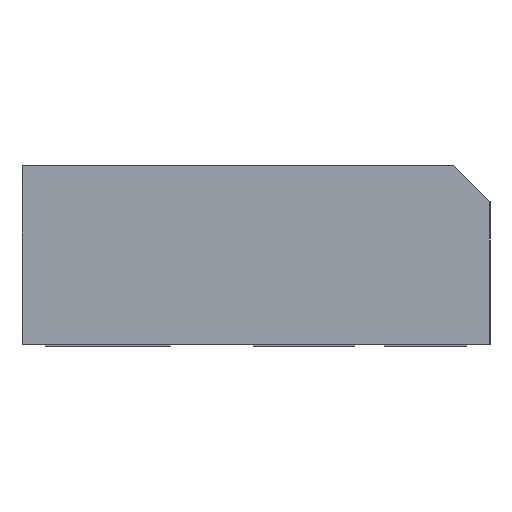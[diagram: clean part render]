
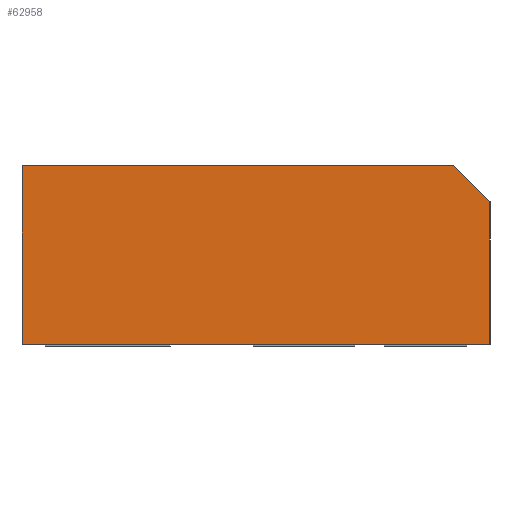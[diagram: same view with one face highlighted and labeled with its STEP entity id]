
A CAD part, left-side view. The second image highlights one B-rep face of the part: STEP entity #62958.
In plain terms, the highlighted planar face has unit normal (-1, 0, 0).
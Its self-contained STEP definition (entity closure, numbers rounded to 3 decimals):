
#18937 = LINE ( 'NONE', #26982, #18957 ) ;
#18943 = LINE ( 'NONE', #26988, #18951 ) ;
#18948 = LINE ( 'NONE', #26985, #18963 ) ;
#18951 = VECTOR ( 'NONE', #26990, 1000. ) ;
#18957 = VECTOR ( 'NONE', #26991, 1000. ) ;
#18960 = LINE ( 'NONE', #26994, #18969 ) ;
#18963 = VECTOR ( 'NONE', #26993, 1000. ) ;
#18969 = VECTOR ( 'NONE', #26995, 1000. ) ;
#25744 = CARTESIAN_POINT ( 'NONE',  ( -12.649, 6.452, 4.928 ) ) ;
#25773 = CARTESIAN_POINT ( 'NONE',  ( -12.649, -5.456, 4.928 ) ) ;
#26982 = CARTESIAN_POINT ( 'NONE',  ( -12.649, -6.451, 4.928 ) ) ;
#26985 = CARTESIAN_POINT ( 'NONE',  ( -12.649, -5.456, 4.928 ) ) ;
#26988 = CARTESIAN_POINT ( 'NONE',  ( -12.649, 6.452, 4.928 ) ) ;
#26990 = DIRECTION ( 'NONE',  ( 0., 0., -1. ) ) ;
#26991 = DIRECTION ( 'NONE',  ( 0., 0., -1. ) ) ;
#26993 = DIRECTION ( 'NONE',  ( 0., 0.707, 0.707 ) ) ;
#26994 = CARTESIAN_POINT ( 'NONE',  ( -12.649, -6.451, 0. ) ) ;
#26995 = DIRECTION ( 'NONE',  ( 0., -1., 0. ) ) ;
#29413 = LINE ( 'NONE', #37035, #29417 ) ;
#29417 = VECTOR ( 'NONE', #37033, 1000. ) ;
#33304 = AXIS2_PLACEMENT_3D ( 'NONE', #41326, #41328, #41330 ) ;
#37033 = DIRECTION ( 'NONE',  ( 0., -1., 0. ) ) ;
#37035 = CARTESIAN_POINT ( 'NONE',  ( -12.649, -6.451, 4.928 ) ) ;
#38711 = FACE_OUTER_BOUND ( 'NONE', #52035, .T. ) ;
#41285 = PLANE ( 'NONE',  #33304 ) ;
#41326 = CARTESIAN_POINT ( 'NONE',  ( -12.649, -6.451, 4.928 ) ) ;
#41328 = DIRECTION ( 'NONE',  ( 1., 0., 0. ) ) ;
#41330 = DIRECTION ( 'NONE',  ( 0., 0., -1. ) ) ;
#43130 = CARTESIAN_POINT ( 'NONE',  ( -12.649, 6.452, 0. ) ) ;
#43185 = CARTESIAN_POINT ( 'NONE',  ( -12.649, -6.451, 3.932 ) ) ;
#43240 = CARTESIAN_POINT ( 'NONE',  ( -12.649, -6.451, 0. ) ) ;
#52035 = EDGE_LOOP ( 'NONE', ( #67357, #67359, #67361, #67363, #67365 ) ) ;
#62958 = ADVANCED_FACE ( 'NONE', ( #38711 ), #41285, .F. ) ;
#66527 = VERTEX_POINT ( 'NONE', #25744 ) ;
#66586 = VERTEX_POINT ( 'NONE', #25773 ) ;
#67357 = ORIENTED_EDGE ( 'NONE', *, *, #68031, .F. ) ;
#67359 = ORIENTED_EDGE ( 'NONE', *, *, #68032, .T. ) ;
#67361 = ORIENTED_EDGE ( 'NONE', *, *, #68543, .F. ) ;
#67363 = ORIENTED_EDGE ( 'NONE', *, *, #68030, .T. ) ;
#67365 = ORIENTED_EDGE ( 'NONE', *, *, #68033, .T. ) ;
#68030 = EDGE_CURVE ( 'NONE', #66527, #69792, #18943, .T. ) ;
#68031 = EDGE_CURVE ( 'NONE', #69826, #69860, #18937, .T. ) ;
#68032 = EDGE_CURVE ( 'NONE', #69826, #66586, #18948, .T. ) ;
#68033 = EDGE_CURVE ( 'NONE', #69792, #69860, #18960, .T. ) ;
#68543 = EDGE_CURVE ( 'NONE', #66527, #66586, #29413, .T. ) ;
#69792 = VERTEX_POINT ( 'NONE', #43130 ) ;
#69826 = VERTEX_POINT ( 'NONE', #43185 ) ;
#69860 = VERTEX_POINT ( 'NONE', #43240 ) ;
